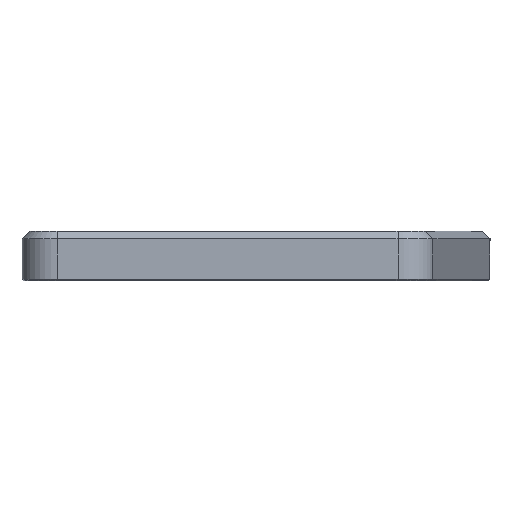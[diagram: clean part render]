
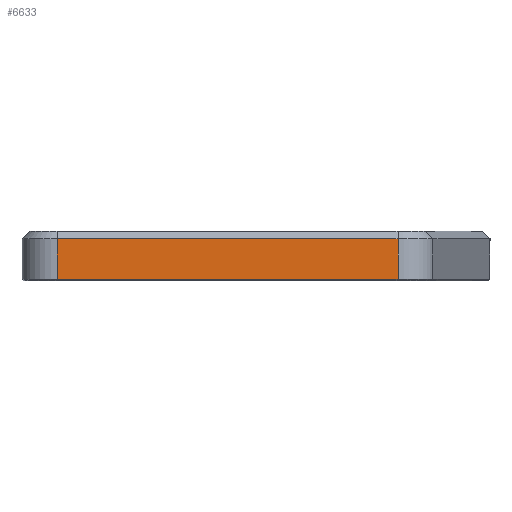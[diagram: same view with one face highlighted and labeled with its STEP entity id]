
A CAD part, left-side view. The second image highlights one B-rep face of the part: STEP entity #6633.
In plain terms, the highlighted planar face has unit normal (-1, 0, 0).
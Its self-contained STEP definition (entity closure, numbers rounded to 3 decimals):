
#2212 = VERTEX_POINT('',#2213);
#2213 = CARTESIAN_POINT('',(-265.35,-11.938,-2.6));
#2249 = VERTEX_POINT('',#2250);
#2250 = CARTESIAN_POINT('',(-265.35,77.2,-2.6));
#2258 = EDGE_CURVE('',#2249,#2212,#2259,.T.);
#2259 = LINE('',#2260,#2261);
#2260 = CARTESIAN_POINT('',(-265.35,77.2,-2.6));
#2261 = VECTOR('',#2262,1.);
#2262 = DIRECTION('',(-0.,-1.,-0.));
#5454 = VERTEX_POINT('',#5455);
#5455 = CARTESIAN_POINT('',(-265.35,-11.938,8.));
#5479 = VERTEX_POINT('',#5480);
#5480 = CARTESIAN_POINT('',(-265.35,77.2,8.));
#5486 = EDGE_CURVE('',#5454,#5479,#5487,.T.);
#5487 = LINE('',#5488,#5489);
#5488 = CARTESIAN_POINT('',(-265.35,-11.938,8.));
#5489 = VECTOR('',#5490,1.);
#5490 = DIRECTION('',(0.,1.,0.));
#6586 = EDGE_CURVE('',#5479,#2249,#6587,.T.);
#6587 = LINE('',#6588,#6589);
#6588 = CARTESIAN_POINT('',(-265.35,77.2,10.));
#6589 = VECTOR('',#6590,1.);
#6590 = DIRECTION('',(-0.,0.,-1.));
#6622 = EDGE_CURVE('',#5454,#2212,#6623,.T.);
#6623 = LINE('',#6624,#6625);
#6624 = CARTESIAN_POINT('',(-265.35,-11.938,10.));
#6625 = VECTOR('',#6626,1.);
#6626 = DIRECTION('',(-0.,0.,-1.));
#6633 = ADVANCED_FACE('',(#6634),#6640,.T.);
#6634 = FACE_BOUND('',#6635,.F.);
#6635 = EDGE_LOOP('',(#6636,#6637,#6638,#6639));
#6636 = ORIENTED_EDGE('',*,*,#6586,.F.);
#6637 = ORIENTED_EDGE('',*,*,#5486,.F.);
#6638 = ORIENTED_EDGE('',*,*,#6622,.T.);
#6639 = ORIENTED_EDGE('',*,*,#2258,.F.);
#6640 = PLANE('',#6641);
#6641 = AXIS2_PLACEMENT_3D('',#6642,#6643,#6644);
#6642 = CARTESIAN_POINT('',(-265.35,77.2,10.));
#6643 = DIRECTION('',(-1.,-0.,-0.));
#6644 = DIRECTION('',(0.,0.,1.));
